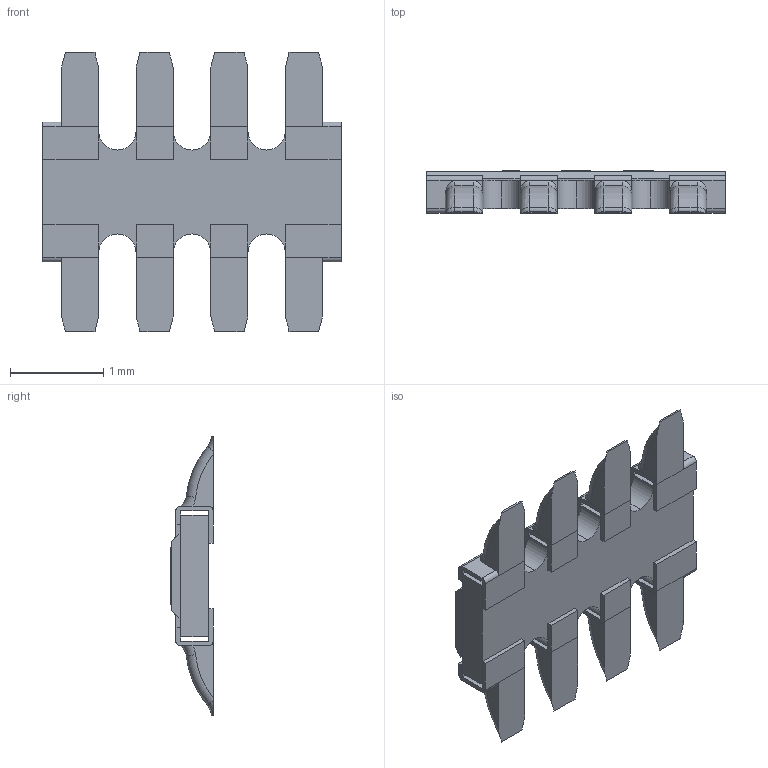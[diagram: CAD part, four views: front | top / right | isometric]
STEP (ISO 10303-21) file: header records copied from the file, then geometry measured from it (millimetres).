
FILE_DESCRIPTION (( 'STEP AP203' ), '1' );
FILE_NAME ('189 RESISTOR PACK_Default_sldprt.STEP', '2024-02-04T16:43:10', ( '' ), ( '' ), 'SwSTEP 2.0', 'SolidWorks 2023', '' );
FILE_SCHEMA (( 'CONFIG_CONTROL_DESIGN' ));
Length unit declared in the file: millimetre
Products named in the file (1): 189 RESISTOR PACK_Default_sldprt
Bounding box: 3.2 x 0.46 x 3 mm (x, y, z)
Volume: 2 mm3; surface area: 33.7 mm2
Topology: 10 solids, 10 shells, 288 faces, 754 edges, 492 vertices
Faces by surface type: plane 161, cylinder 49, torus 48, bspline 30
Entity records: 10855 total; most frequent: CARTESIAN_POINT 3837, ORIENTED_EDGE 1508, DIRECTION 1342, EDGE_CURVE 754, VERTEX_POINT 492, LINE 468, VECTOR 468, AXIS2_PLACEMENT_3D 437
